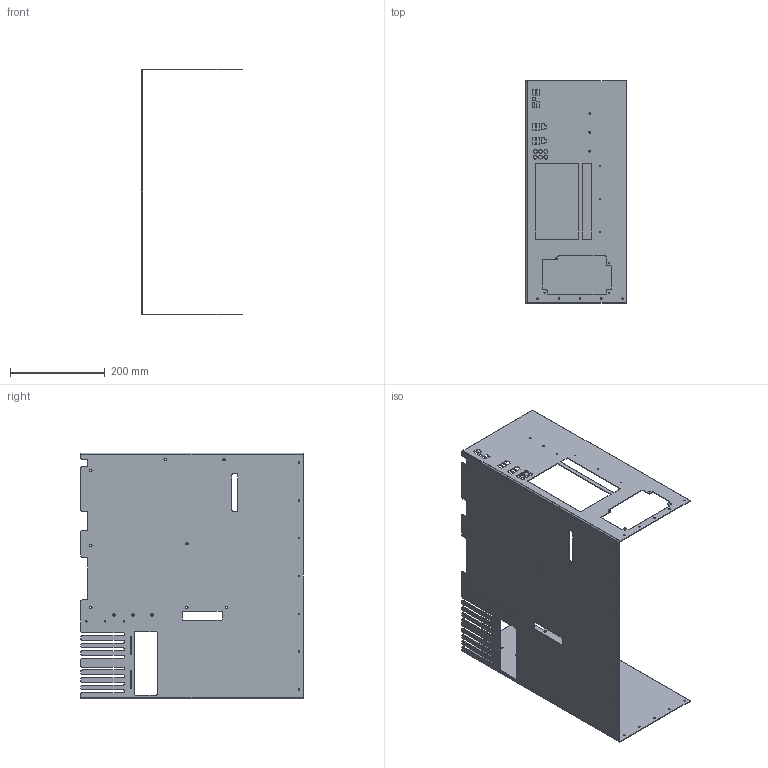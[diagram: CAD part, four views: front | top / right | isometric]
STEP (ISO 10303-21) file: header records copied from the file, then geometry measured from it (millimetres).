
FILE_DESCRIPTION(/* description */ (''),/* implementation_level */ '2;1');
FILE_NAME(/* name */ 'Internal V1.step',/* time_stamp */ '2018-10-31T21:25:12-06:00',/* author */ (''),/* organization */ (''),/* preprocessor_version */ 'ST-DEVELOPER v17.2',/* originating_system */ 'Autodesk Translation Framework v7.6.0.251',/* authorisation */ '');
FILE_SCHEMA (('AUTOMOTIVE_DESIGN { 1 0 10303 214 3 1 1 }'));
Length unit declared in the file: millimetre
Products named in the file (1): Internal
Bounding box: 212.5 x 470 x 520 mm (x, y, z)
Volume: 628879.9 mm3; surface area: 798585.5 mm2
Topology: 1 solids, 1 shells, 345 faces, 1046 edges, 703 vertices
Faces by surface type: plane 183, cylinder 162
Full cylindrical faces by diameter (mm): 2.529 x3, 3 x4, 3.1 x27, 3.4 x3, 5.1 x3, 8 x6
Entity records: 12190 total; most frequent: CARTESIAN_POINT 2105, ORIENTED_EDGE 2092, DIRECTION 2091, EDGE_CURVE 1046, VERTEX_POINT 703, AXIS2_PLACEMENT_3D 701, LINE 689, VECTOR 689
